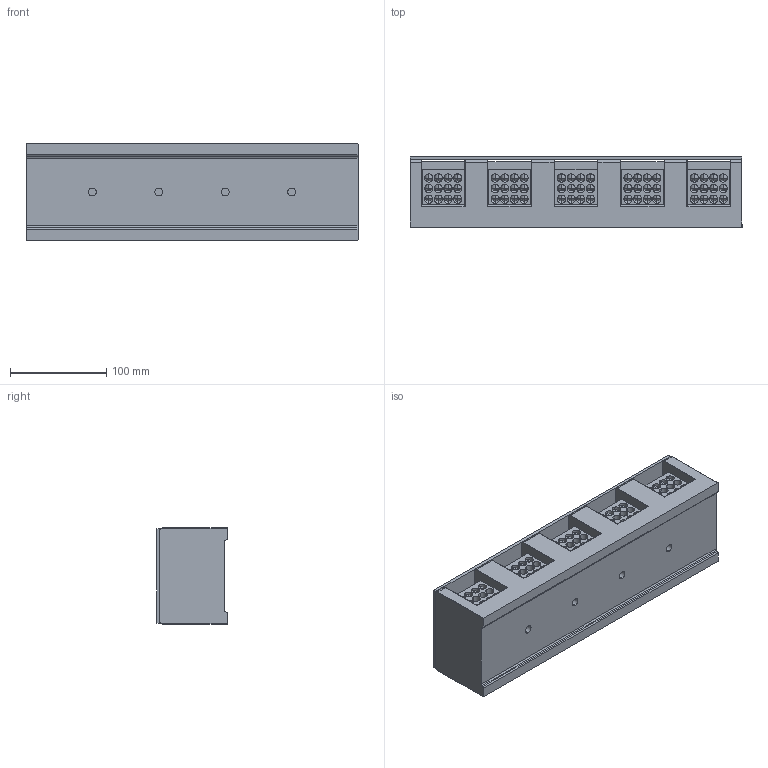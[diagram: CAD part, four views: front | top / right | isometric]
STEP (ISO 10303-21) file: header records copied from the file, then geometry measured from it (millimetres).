
FILE_DESCRIPTION((''),'2;1');
FILE_NAME('UDJ-6005_12_25','2024-07-05T',('dell'),(''),'PRO/ENGINEER BY PARAMETRIC TECHNOLOGY CORPORATION, 2013230','PRO/ENGINEER BY PARAMETRIC TECHNOLOGY CORPORATION, 2013230','');
FILE_SCHEMA(('AUTOMOTIVE_DESIGN { 1 0 10303 214 1 1 1 1 }'));
Products named in the file (1): UDJ-6005_12_25
Bounding box: 345 x 73 x 100 mm (x, y, z)
Volume: 1656900.8 mm3; surface area: 355016 mm2
Topology: 6 solids, 48 shells, 3545 faces, 9702 edges, 6004 vertices
Faces by surface type: plane 1954, cylinder 757, cone 430, bspline 220, sphere 140, torus 44
Entity records: 125556 total; most frequent: CARTESIAN_POINT 38409, ORIENTED_EDGE 18784, DIRECTION 17203, EDGE_CURVE 9392, VERTEX_POINT 6004, VECTOR 5825, LINE 5825, AXIS2_PLACEMENT_3D 5689
